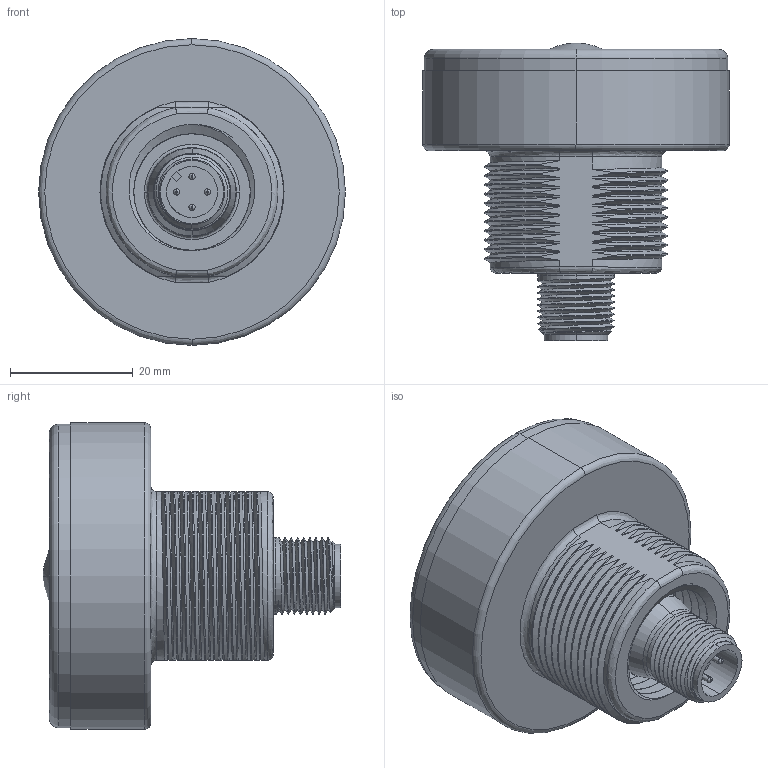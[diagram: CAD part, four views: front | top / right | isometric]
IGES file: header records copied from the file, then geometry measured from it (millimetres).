
Start section:  PTC IGES file: 151345.igs
Global section: file name: 151345.igs; native system: Pro/ENGINEER by Parametric Technology Corporation; preprocessor: 2009141; author: banengservice; organization: Unknown; date: 20100325.130720; units: inch
Bounding box: 50 x 48.51 x 50 mm (x, y, z)
Volume: 44086 mm3; surface area: 11661.4 mm2
Topology: 1 solids, 2 shells, 208 faces, 541 edges, 347 vertices
Faces by surface type: revolution 111, bspline 97
